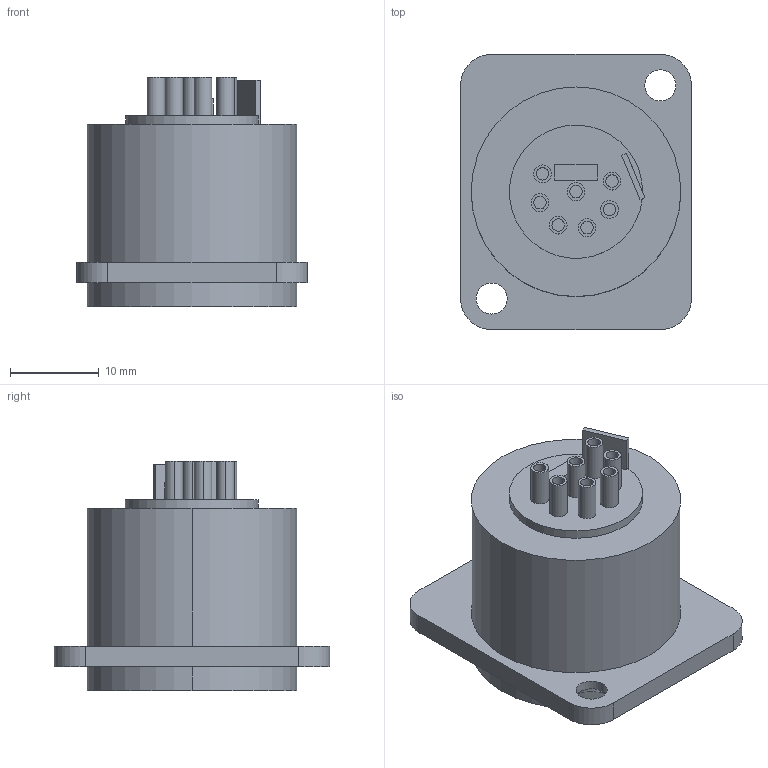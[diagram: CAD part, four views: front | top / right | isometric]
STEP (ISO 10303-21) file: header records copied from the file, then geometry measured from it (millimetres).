
FILE_DESCRIPTION((''),'2;1');
FILE_NAME('D-NC7MD-LX','2018-10-24T',('bej'),(''),'CREO PARAMETRIC BY PTC INC, 2017020','CREO PARAMETRIC BY PTC INC, 2017020','');
FILE_SCHEMA(('CONFIG_CONTROL_DESIGN'));
Length unit declared in the file: millimetre
Products named in the file (1): D-NC7MD-LX
Bounding box: 26 x 31 x 25.8 mm (x, y, z)
Volume: 7167.4 mm3; surface area: 4535 mm2
Topology: 1 solids, 1 shells, 102 faces, 218 edges, 144 vertices
Faces by surface type: cylinder 57, plane 41, cone 4
Entity records: 2854 total; most frequent: DIRECTION 540, CARTESIAN_POINT 464, ORIENTED_EDGE 436, AXIS2_PLACEMENT_3D 220, EDGE_CURVE 218, VERTEX_POINT 144, EDGE_LOOP 132, CIRCLE 118
